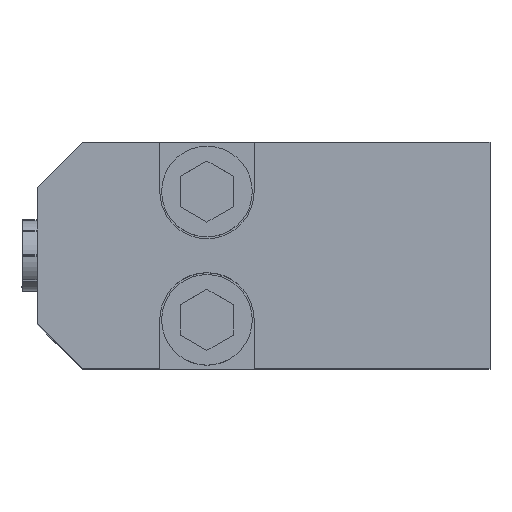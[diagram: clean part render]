
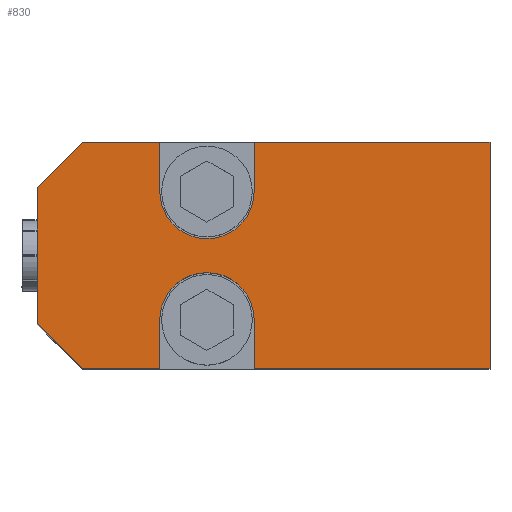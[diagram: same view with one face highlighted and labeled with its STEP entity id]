
A CAD part, top view. The second image highlights one B-rep face of the part: STEP entity #830.
In plain terms, the highlighted planar face has unit normal (0, 0, 1).
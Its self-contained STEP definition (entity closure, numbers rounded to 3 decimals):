
#830=ADVANCED_FACE('',(#1829),#1830,.T.);
#1829=FACE_OUTER_BOUND('',#3075,.T.);
#1830=PLANE('',#3076);
#3075=EDGE_LOOP('',(#5057,#5058,#5059,#5060,#5061,#5062,#5063,#5064,#5065,#5066,#5067,#5068,#5069,#5070));
#3076=AXIS2_PLACEMENT_3D('',#5071,#5072,#5073);
#5057=ORIENTED_EDGE('',*,*,#7378,.T.);
#5058=ORIENTED_EDGE('',*,*,#7387,.F.);
#5059=ORIENTED_EDGE('',*,*,#7405,.T.);
#5060=ORIENTED_EDGE('',*,*,#7406,.T.);
#5061=ORIENTED_EDGE('',*,*,#7392,.T.);
#5062=ORIENTED_EDGE('',*,*,#7403,.T.);
#5063=ORIENTED_EDGE('',*,*,#7400,.T.);
#5064=ORIENTED_EDGE('',*,*,#7407,.T.);
#5065=ORIENTED_EDGE('',*,*,#7408,.T.);
#5066=ORIENTED_EDGE('',*,*,#7409,.F.);
#5067=ORIENTED_EDGE('',*,*,#7410,.F.);
#5068=ORIENTED_EDGE('',*,*,#7383,.F.);
#5069=ORIENTED_EDGE('',*,*,#7370,.T.);
#5070=ORIENTED_EDGE('',*,*,#7381,.T.);
#5071=CARTESIAN_POINT('',(60.,-18.,44.0));
#5072=DIRECTION('',(0.0,0.0,1.0));
#5073=DIRECTION('',(-1.0,0.,0.0));
#7370=EDGE_CURVE('',#8822,#8826,#8828,.T.);
#7378=EDGE_CURVE('',#8839,#8837,#8840,.T.);
#7381=EDGE_CURVE('',#8826,#8839,#8843,.T.);
#7383=EDGE_CURVE('',#8822,#8845,#8846,.T.);
#7387=EDGE_CURVE('',#8851,#8837,#8853,.T.);
#7392=EDGE_CURVE('',#8856,#8860,#8862,.T.);
#7400=EDGE_CURVE('',#8873,#8871,#8874,.T.);
#7403=EDGE_CURVE('',#8860,#8873,#8877,.T.);
#7405=EDGE_CURVE('',#8851,#8879,#8880,.T.);
#7406=EDGE_CURVE('',#8879,#8856,#8881,.T.);
#7407=EDGE_CURVE('',#8871,#8882,#8883,.T.);
#7408=EDGE_CURVE('',#8882,#8884,#8885,.T.);
#7409=EDGE_CURVE('',#8886,#8884,#8887,.T.);
#7410=EDGE_CURVE('',#8845,#8886,#8888,.T.);
#8822=VERTEX_POINT('',#10770);
#8826=VERTEX_POINT('',#10776);
#8828=LINE('',#10779,#10780);
#8837=VERTEX_POINT('',#10791);
#8839=VERTEX_POINT('',#10794);
#8840=LINE('',#10795,#10796);
#8843=CIRCLE('',#10800,12.5);
#8845=VERTEX_POINT('',#10802);
#8846=LINE('',#10803,#10804);
#8851=VERTEX_POINT('',#10811);
#8853=LINE('',#10814,#10815);
#8856=VERTEX_POINT('',#10818);
#8860=VERTEX_POINT('',#10824);
#8862=LINE('',#10827,#10828);
#8871=VERTEX_POINT('',#10839);
#8873=VERTEX_POINT('',#10842);
#8874=LINE('',#10843,#10844);
#8877=CIRCLE('',#10848,12.5);
#8879=VERTEX_POINT('',#10850);
#8880=LINE('',#10851,#10852);
#8881=LINE('',#10853,#10854);
#8882=VERTEX_POINT('',#10855);
#8883=LINE('',#10856,#10857);
#8884=VERTEX_POINT('',#10858);
#8885=LINE('',#10859,#10860);
#8886=VERTEX_POINT('',#10861);
#8887=LINE('',#10862,#10863);
#8888=LINE('',#10864,#10865);
#10770=CARTESIAN_POINT('',(32.5,-33.,44.0));
#10776=CARTESIAN_POINT('',(32.5,-20.,44.0));
#10779=CARTESIAN_POINT('',(32.5,-24.,44.0));
#10780=VECTOR('',#13652,1.0);
#10791=CARTESIAN_POINT('',(57.5,-33.,44.0));
#10794=CARTESIAN_POINT('',(57.5,-20.,44.0));
#10795=CARTESIAN_POINT('',(57.5,-24.,44.0));
#10796=VECTOR('',#13662,1.0);
#10800=AXIS2_PLACEMENT_3D('',#13664,#13665,#13666);
#10802=CARTESIAN_POINT('',(12.,-33.,44.0));
#10803=CARTESIAN_POINT('',(0.,-33.,44.0));
#10804=VECTOR('',#13667,1.0);
#10811=CARTESIAN_POINT('',(120.0,-33.,44.0));
#10814=CARTESIAN_POINT('',(0.,-33.,44.0));
#10815=VECTOR('',#13671,1.0);
#10818=CARTESIAN_POINT('',(57.5,27.,44.0));
#10824=CARTESIAN_POINT('',(57.5,14.,44.0));
#10827=CARTESIAN_POINT('',(57.5,3.,44.0));
#10828=VECTOR('',#13675,1.0);
#10839=CARTESIAN_POINT('',(32.5,27.,44.0));
#10842=CARTESIAN_POINT('',(32.5,14.,44.0));
#10843=CARTESIAN_POINT('',(32.5,3.,44.0));
#10844=VECTOR('',#13685,1.0);
#10848=AXIS2_PLACEMENT_3D('',#13687,#13688,#13689);
#10850=CARTESIAN_POINT('',(120.0,27.,44.0));
#10851=CARTESIAN_POINT('',(120.0,27.,44.0));
#10852=VECTOR('',#13690,1.0);
#10853=CARTESIAN_POINT('',(0.,27.,44.0));
#10854=VECTOR('',#13691,1.0);
#10855=CARTESIAN_POINT('',(12.,27.,44.0));
#10856=CARTESIAN_POINT('',(0.,27.,44.0));
#10857=VECTOR('',#13692,1.0);
#10858=CARTESIAN_POINT('',(0.,15.,44.0));
#10859=CARTESIAN_POINT('',(17.25,32.25,44.0));
#10860=VECTOR('',#13693,1.0);
#10861=CARTESIAN_POINT('',(0.,-21.,44.0));
#10862=CARTESIAN_POINT('',(0.,-3.,44.0));
#10863=VECTOR('',#13694,1.0);
#10864=CARTESIAN_POINT('',(17.25,-38.25,44.0));
#10865=VECTOR('',#13695,1.0);
#13652=DIRECTION('',(0.,1.0,0.0));
#13662=DIRECTION('',(0.,-1.0,0.0));
#13664=CARTESIAN_POINT('',(45.,-20.,44.0));
#13665=DIRECTION('',(0.0,0.0,-1.0));
#13666=DIRECTION('',(-1.0,0.,0.0));
#13667=DIRECTION('',(-1.0,0.,0.0));
#13671=DIRECTION('',(-1.0,0.,0.0));
#13675=DIRECTION('',(0.,-1.0,0.0));
#13685=DIRECTION('',(0.,1.0,0.0));
#13687=CARTESIAN_POINT('',(45.,14.,44.0));
#13688=DIRECTION('',(0.0,0.0,-1.0));
#13689=DIRECTION('',(-1.0,0.,0.0));
#13690=DIRECTION('',(0.,1.0,0.0));
#13691=DIRECTION('',(-1.0,0.,0.0));
#13692=DIRECTION('',(-1.0,0.,0.0));
#13693=DIRECTION('',(-0.707,-0.707,0.0));
#13694=DIRECTION('',(0.,1.0,-0.0));
#13695=DIRECTION('',(-0.707,0.707,0.0));
